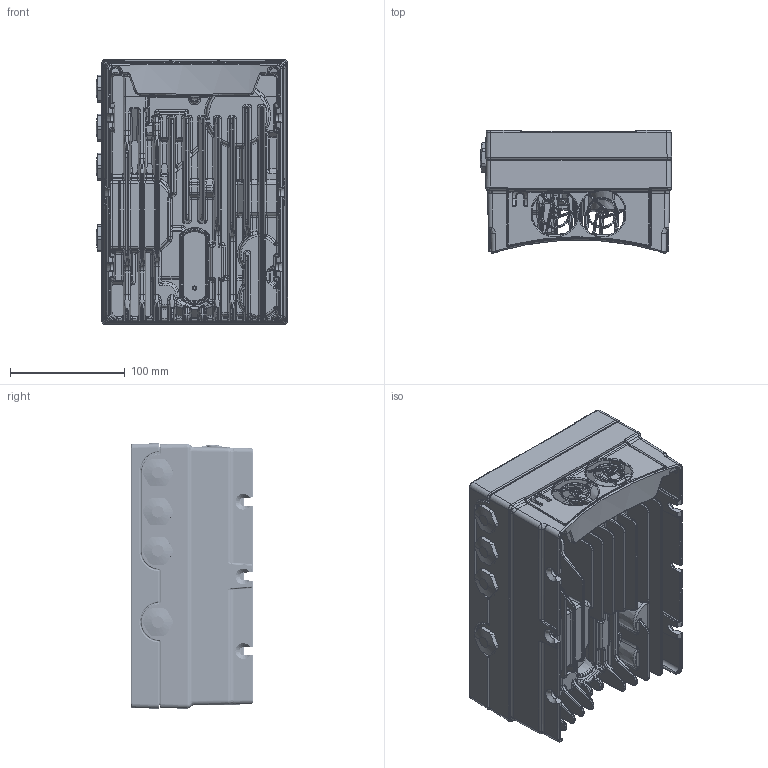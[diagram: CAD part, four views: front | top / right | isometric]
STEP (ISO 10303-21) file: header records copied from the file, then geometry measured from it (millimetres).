
FILE_DESCRIPTION((''),'2;1');
FILE_NAME('134B0301_STEP1','2017-03-08T',('F32060'),('Danfoss Drives A/S'),'CREO PARAMETRIC BY PTC INC, 2015480','CREO PARAMETRIC BY PTC INC, 2015480','');
FILE_SCHEMA(('CONFIG_CONTROL_DESIGN','GEOMETRIC_VALIDATION_PROPERTIES_MIM'));
Products named in the file (1): 134B0301_STEP1
Bounding box: 166.63 x 106.83 x 231.15 mm (x, y, z)
Volume: 2532206 mm3; surface area: 363742 mm2
Topology: 2 solids, 33 shells, 5083 faces, 12511 edges, 7481 vertices
Faces by surface type: bspline 1665, plane 1518, cylinder 1410, torus 192, cone 171, sphere 123, extrusion 4
Entity records: 280925 total; most frequent: CARTESIAN_POINT 134365, ORIENTED_EDGE 24878, DIRECTION 19000, PRESENTATION_STYLE_ASSIGNMENT 12619, STYLED_ITEM 12511, CURVE_STYLE 12487, EDGE_CURVE 12487, VERTEX_POINT 7481
